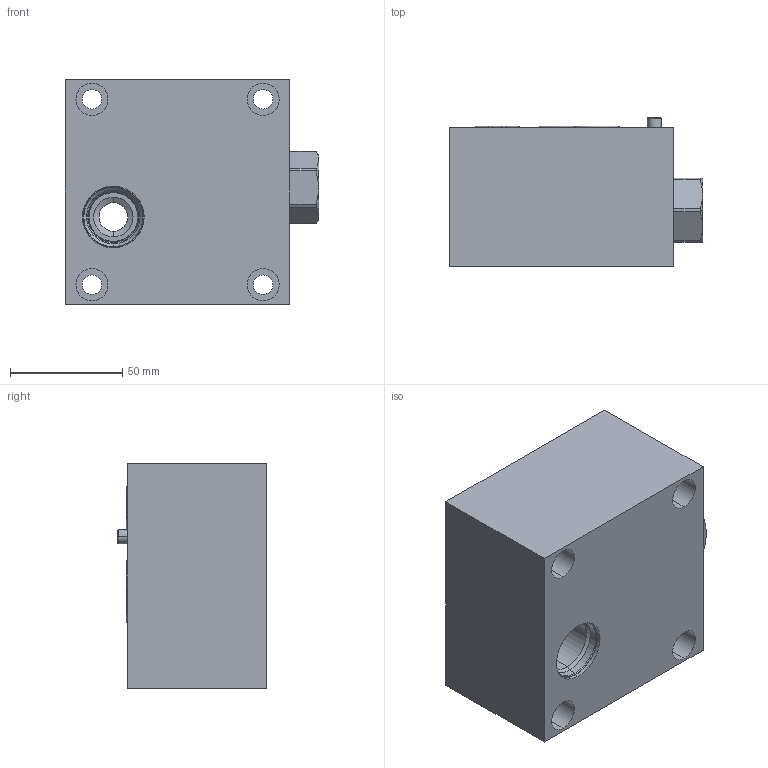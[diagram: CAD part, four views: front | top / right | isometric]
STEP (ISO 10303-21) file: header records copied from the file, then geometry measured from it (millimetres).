
FILE_DESCRIPTION((''),'2;1');
FILE_NAME('UAZ_ASM','2019-09-05T',('ProEService'),(''),'PRO/ENGINEER BY PARAMETRIC TECHNOLOGY CORPORATION, 2014200','PRO/ENGINEER BY PARAMETRIC TECHNOLOGY CORPORATION, 2014200','');
FILE_SCHEMA(('CONFIG_CONTROL_DESIGN'));
Length unit declared in the file: inch
Products named in the file (7): 17B-495-001; A330-006-008; 811-001-002; 500-001-114; A330-006-004; LPFCXHN; UAZ_ASM
Assembly tree (8 placements, depth 2):
  UAZ_ASM
    17B-495-001
    A330-006-008
    811-001-002
    500-001-114  x3
    A330-006-004
    LPFCXHN
Bounding box: 112.9 x 66.29 x 100.03 mm (x, y, z)
Volume: 552119.5 mm3; surface area: 82550.7 mm2
Topology: 11 solids, 13 shells, 384 faces, 1114 edges, 885 vertices
Faces by surface type: cylinder 137, cone 104, plane 87, torus 32, revolution 24
Entity records: 13973 total; most frequent: CARTESIAN_POINT 3923, DIRECTION 2217, ORIENTED_EDGE 1698, EDGE_CURVE 849, AXIS2_PLACEMENT_3D 823, VECTOR 555, LINE 555, VERTEX_POINT 515
